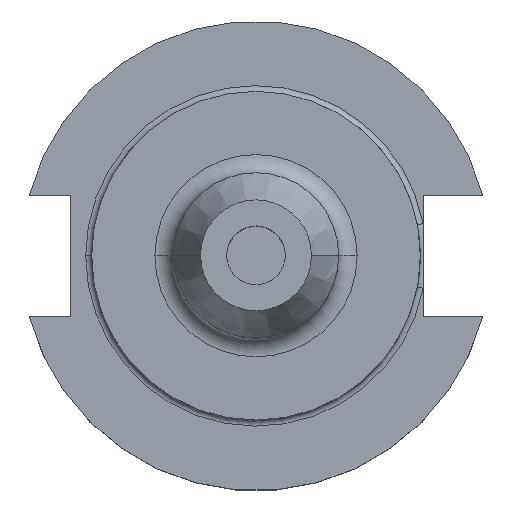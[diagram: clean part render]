
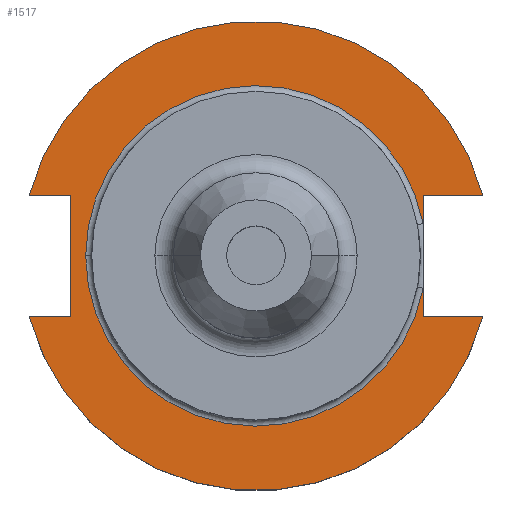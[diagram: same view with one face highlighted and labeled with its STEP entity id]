
A CAD part, top view. The second image highlights one B-rep face of the part: STEP entity #1517.
In plain terms, the highlighted planar face has unit normal (0, 0, 1).
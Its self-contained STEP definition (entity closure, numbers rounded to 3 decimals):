
#63 = DIRECTION ( 'NONE',  ( -1., 0., 0. ) ) ;
#79 = DIRECTION ( 'NONE',  ( -1., 0., 0. ) ) ;
#83 = VERTEX_POINT ( 'NONE', #434 ) ;
#91 = LINE ( 'NONE', #801, #792 ) ;
#105 = CARTESIAN_POINT ( 'NONE',  ( 22.606, -8.191, 19.05 ) ) ;
#121 = VERTEX_POINT ( 'NONE', #584 ) ;
#124 = VECTOR ( 'NONE', #332, 1000. ) ;
#157 = DIRECTION ( 'NONE',  ( 0., 0., -1. ) ) ;
#169 = AXIS2_PLACEMENT_3D ( 'NONE', #1322, #520, #1462 ) ;
#177 = AXIS2_PLACEMENT_3D ( 'NONE', #194, #1135, #63 ) ;
#192 = AXIS2_PLACEMENT_3D ( 'NONE', #698, #157, #1098 ) ;
#194 = CARTESIAN_POINT ( 'NONE',  ( 0., 0., 19.05 ) ) ;
#197 = VERTEX_POINT ( 'NONE', #1073 ) ;
#227 = LINE ( 'NONE', #735, #267 ) ;
#239 = VERTEX_POINT ( 'NONE', #742 ) ;
#248 = EDGE_CURVE ( 'NONE', #262, #197, #337, .T. ) ;
#262 = VERTEX_POINT ( 'NONE', #748 ) ;
#267 = VECTOR ( 'NONE', #863, 1000. ) ;
#270 = DIRECTION ( 'NONE',  ( 1., 0., 0. ) ) ;
#298 = LINE ( 'NONE', #805, #969 ) ;
#315 = ORIENTED_EDGE ( 'NONE', *, *, #1433, .T. ) ;
#323 = ORIENTED_EDGE ( 'NONE', *, *, #248, .F. ) ;
#332 = DIRECTION ( 'NONE',  ( 0., -1., 0. ) ) ;
#337 = LINE ( 'NONE', #1473, #1734 ) ;
#345 = VERTEX_POINT ( 'NONE', #601 ) ;
#348 = VECTOR ( 'NONE', #270, 1000. ) ;
#369 = EDGE_CURVE ( 'NONE', #1700, #345, #559, .T. ) ;
#378 = EDGE_CURVE ( 'NONE', #345, #239, #1192, .T. ) ;
#384 = CARTESIAN_POINT ( 'NONE',  ( -25.091, 8.191, 19.05 ) ) ;
#401 = EDGE_CURVE ( 'NONE', #1033, #121, #833, .T. ) ;
#411 = DIRECTION ( 'NONE',  ( 0., 1., 0. ) ) ;
#434 = CARTESIAN_POINT ( 'NONE',  ( -30.675, -8.191, 19.05 ) ) ;
#441 = ORIENTED_EDGE ( 'NONE', *, *, #933, .F. ) ;
#520 = DIRECTION ( 'NONE',  ( 0., 0., 1. ) ) ;
#525 = CIRCLE ( 'NONE', #1308, 31.75 ) ;
#530 = VERTEX_POINT ( 'NONE', #105 ) ;
#543 = CARTESIAN_POINT ( 'NONE',  ( 22.606, -4.373, 19.05 ) ) ;
#545 = FACE_OUTER_BOUND ( 'NONE', #667, .T. ) ;
#559 = CIRCLE ( 'NONE', #177, 23.025 ) ;
#562 = CARTESIAN_POINT ( 'NONE',  ( 0., 0., 19.05 ) ) ;
#584 = CARTESIAN_POINT ( 'NONE',  ( -25.091, -8.191, 19.05 ) ) ;
#601 = CARTESIAN_POINT ( 'NONE',  ( -23.025, 0., 19.05 ) ) ;
#604 = ORIENTED_EDGE ( 'NONE', *, *, #401, .T. ) ;
#627 = AXIS2_PLACEMENT_3D ( 'NONE', #1685, #1403, #728 ) ;
#657 = LINE ( 'NONE', #1080, #348 ) ;
#667 = EDGE_LOOP ( 'NONE', ( #732, #861, #1158, #1711, #323, #1615, #315, #604, #441, #1281, #1026 ) ) ;
#698 = CARTESIAN_POINT ( 'NONE',  ( 0., 22.225, 19.05 ) ) ;
#708 = DIRECTION ( 'NONE',  ( 1., 0., 0. ) ) ;
#713 = EDGE_CURVE ( 'NONE', #262, #874, #525, .T. ) ;
#726 = CARTESIAN_POINT ( 'NONE',  ( -30.675, 8.191, 19.05 ) ) ;
#728 = DIRECTION ( 'NONE',  ( -1., 0., 0. ) ) ;
#732 = ORIENTED_EDGE ( 'NONE', *, *, #1682, .T. ) ;
#735 = CARTESIAN_POINT ( 'NONE',  ( -61.091, -8.191, 19.05 ) ) ;
#742 = CARTESIAN_POINT ( 'NONE',  ( 22.606, 4.373, 19.05 ) ) ;
#746 = CIRCLE ( 'NONE', #169, 31.75 ) ;
#748 = CARTESIAN_POINT ( 'NONE',  ( 30.675, 8.191, 19.05 ) ) ;
#792 = VECTOR ( 'NONE', #1205, 1000. ) ;
#801 = CARTESIAN_POINT ( 'NONE',  ( 22.606, 22.225, 19.05 ) ) ;
#805 = CARTESIAN_POINT ( 'NONE',  ( 22.606, 22.225, 19.05 ) ) ;
#833 = LINE ( 'NONE', #997, #124 ) ;
#861 = ORIENTED_EDGE ( 'NONE', *, *, #369, .T. ) ;
#863 = DIRECTION ( 'NONE',  ( 1., 0., 0. ) ) ;
#874 = VERTEX_POINT ( 'NONE', #726 ) ;
#914 = VERTEX_POINT ( 'NONE', #1543 ) ;
#933 = EDGE_CURVE ( 'NONE', #83, #121, #227, .T. ) ;
#969 = VECTOR ( 'NONE', #411, 1000. ) ;
#997 = CARTESIAN_POINT ( 'NONE',  ( -25.091, 8.191, 19.05 ) ) ;
#1015 = EDGE_CURVE ( 'NONE', #83, #914, #746, .T. ) ;
#1026 = ORIENTED_EDGE ( 'NONE', *, *, #1681, .F. ) ;
#1033 = VERTEX_POINT ( 'NONE', #384 ) ;
#1073 = CARTESIAN_POINT ( 'NONE',  ( 22.606, 8.191, 19.05 ) ) ;
#1080 = CARTESIAN_POINT ( 'NONE',  ( 0., -8.191, 19.05 ) ) ;
#1098 = DIRECTION ( 'NONE',  ( -1., 0., 0. ) ) ;
#1135 = DIRECTION ( 'NONE',  ( 0., 0., -1. ) ) ;
#1158 = ORIENTED_EDGE ( 'NONE', *, *, #378, .T. ) ;
#1192 = CIRCLE ( 'NONE', #627, 23.025 ) ;
#1205 = DIRECTION ( 'NONE',  ( 0., 1., 0. ) ) ;
#1236 = EDGE_CURVE ( 'NONE', #239, #197, #91, .T. ) ;
#1281 = ORIENTED_EDGE ( 'NONE', *, *, #1015, .T. ) ;
#1305 = VECTOR ( 'NONE', #1487, 1000. ) ;
#1308 = AXIS2_PLACEMENT_3D ( 'NONE', #562, #1506, #708 ) ;
#1322 = CARTESIAN_POINT ( 'NONE',  ( 0., 0., 19.05 ) ) ;
#1403 = DIRECTION ( 'NONE',  ( 0., 0., -1. ) ) ;
#1433 = EDGE_CURVE ( 'NONE', #874, #1033, #1686, .T. ) ;
#1462 = DIRECTION ( 'NONE',  ( 1., 0., 0. ) ) ;
#1473 = CARTESIAN_POINT ( 'NONE',  ( 0., 8.191, 19.05 ) ) ;
#1479 = CARTESIAN_POINT ( 'NONE',  ( -61.091, 8.191, 19.05 ) ) ;
#1487 = DIRECTION ( 'NONE',  ( 1., 0., 0. ) ) ;
#1506 = DIRECTION ( 'NONE',  ( 0., 0., 1. ) ) ;
#1517 = ADVANCED_FACE ( 'NONE', ( #545 ), #1631, .F. ) ;
#1543 = CARTESIAN_POINT ( 'NONE',  ( 30.675, -8.191, 19.05 ) ) ;
#1615 = ORIENTED_EDGE ( 'NONE', *, *, #713, .T. ) ;
#1631 = PLANE ( 'NONE',  #192 ) ;
#1681 = EDGE_CURVE ( 'NONE', #530, #914, #657, .T. ) ;
#1682 = EDGE_CURVE ( 'NONE', #530, #1700, #298, .T. ) ;
#1685 = CARTESIAN_POINT ( 'NONE',  ( 0., 0., 19.05 ) ) ;
#1686 = LINE ( 'NONE', #1479, #1305 ) ;
#1700 = VERTEX_POINT ( 'NONE', #543 ) ;
#1711 = ORIENTED_EDGE ( 'NONE', *, *, #1236, .T. ) ;
#1734 = VECTOR ( 'NONE', #79, 1000. ) ;
